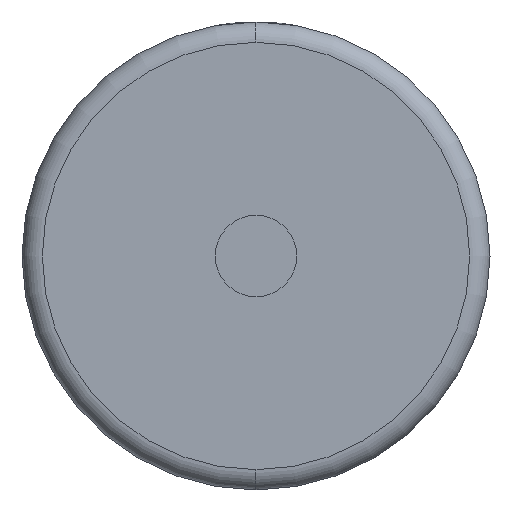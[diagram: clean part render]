
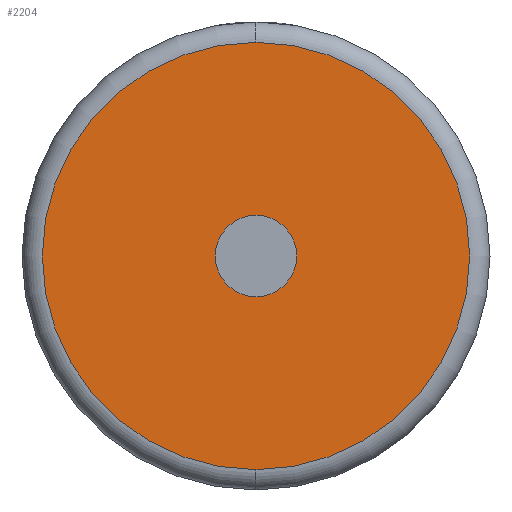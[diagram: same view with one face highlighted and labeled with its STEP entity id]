
A CAD part, left-side view. The second image highlights one B-rep face of the part: STEP entity #2204.
In plain terms, the highlighted planar face has unit normal (-1, 0, 0).
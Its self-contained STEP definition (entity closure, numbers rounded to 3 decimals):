
#131 = DIRECTION ( 'NONE',  ( 0., 0., -1. ) ) ;
#182 = EDGE_CURVE ( 'NONE', #5789, #6329, #2312, .T. ) ;
#183 = CARTESIAN_POINT ( 'NONE',  ( 0., 0., 0. ) ) ;
#321 = EDGE_LOOP ( 'NONE', ( #4669, #894 ) ) ;
#556 = PLANE ( 'NONE',  #4450 ) ;
#688 = DIRECTION ( 'NONE',  ( -1., 0., 0. ) ) ;
#894 = ORIENTED_EDGE ( 'NONE', *, *, #5587, .F. ) ;
#968 = ORIENTED_EDGE ( 'NONE', *, *, #2177, .T. ) ;
#1000 = FACE_BOUND ( 'NONE', #321, .T. ) ;
#1095 = CARTESIAN_POINT ( 'NONE',  ( 0., 0., 0. ) ) ;
#1313 = AXIS2_PLACEMENT_3D ( 'NONE', #183, #688, #5674 ) ;
#1412 = CARTESIAN_POINT ( 'NONE',  ( 0., 0., -21. ) ) ;
#1578 = DIRECTION ( 'NONE',  ( 0., 0., -1. ) ) ;
#1687 = CARTESIAN_POINT ( 'NONE',  ( 0., 0., -4. ) ) ;
#2105 = DIRECTION ( 'NONE',  ( -1., 0., 0. ) ) ;
#2108 = CARTESIAN_POINT ( 'NONE',  ( 0., 0., 0. ) ) ;
#2173 = FACE_OUTER_BOUND ( 'NONE', #3159, .T. ) ;
#2177 = EDGE_CURVE ( 'NONE', #6329, #5789, #2246, .T. ) ;
#2204 = ADVANCED_FACE ( 'NONE', ( #2173, #1000 ), #556, .F. ) ;
#2246 = CIRCLE ( 'NONE', #6406, 21. ) ;
#2312 = CIRCLE ( 'NONE', #1313, 21. ) ;
#2537 = VERTEX_POINT ( 'NONE', #4418 ) ;
#2587 = DIRECTION ( 'NONE',  ( 0., 0., -1. ) ) ;
#3159 = EDGE_LOOP ( 'NONE', ( #6503, #968 ) ) ;
#3185 = AXIS2_PLACEMENT_3D ( 'NONE', #5635, #2105, #5663 ) ;
#3211 = EDGE_CURVE ( 'NONE', #6036, #2537, #3832, .T. ) ;
#3641 = DIRECTION ( 'NONE',  ( 1., 0., 0. ) ) ;
#3832 = CIRCLE ( 'NONE', #3185, 4. ) ;
#3902 = CARTESIAN_POINT ( 'NONE',  ( 0., 0., 21. ) ) ;
#4418 = CARTESIAN_POINT ( 'NONE',  ( 0., 0., 4. ) ) ;
#4450 = AXIS2_PLACEMENT_3D ( 'NONE', #2108, #3641, #1578 ) ;
#4669 = ORIENTED_EDGE ( 'NONE', *, *, #3211, .F. ) ;
#4684 = DIRECTION ( 'NONE',  ( -1., 0., 0. ) ) ;
#5088 = DIRECTION ( 'NONE',  ( -1., 0., 0. ) ) ;
#5261 = AXIS2_PLACEMENT_3D ( 'NONE', #1095, #5088, #2587 ) ;
#5587 = EDGE_CURVE ( 'NONE', #2537, #6036, #5658, .T. ) ;
#5635 = CARTESIAN_POINT ( 'NONE',  ( 0., 0., 0. ) ) ;
#5658 = CIRCLE ( 'NONE', #5261, 4. ) ;
#5663 = DIRECTION ( 'NONE',  ( 0., 0., -1. ) ) ;
#5674 = DIRECTION ( 'NONE',  ( 0., 0., -1. ) ) ;
#5682 = CARTESIAN_POINT ( 'NONE',  ( 0., 0., 0. ) ) ;
#5789 = VERTEX_POINT ( 'NONE', #1412 ) ;
#6036 = VERTEX_POINT ( 'NONE', #1687 ) ;
#6329 = VERTEX_POINT ( 'NONE', #3902 ) ;
#6406 = AXIS2_PLACEMENT_3D ( 'NONE', #5682, #4684, #131 ) ;
#6503 = ORIENTED_EDGE ( 'NONE', *, *, #182, .T. ) ;
